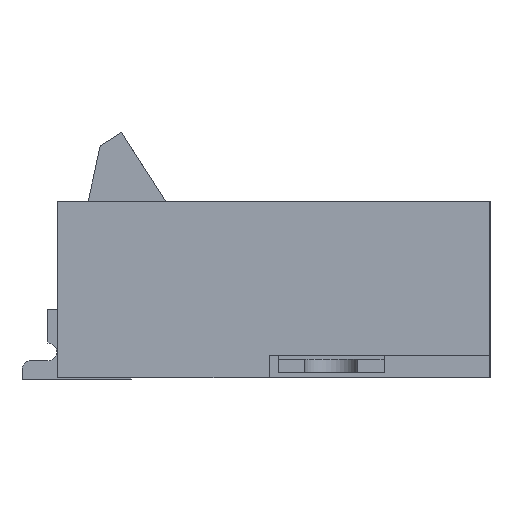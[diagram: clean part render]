
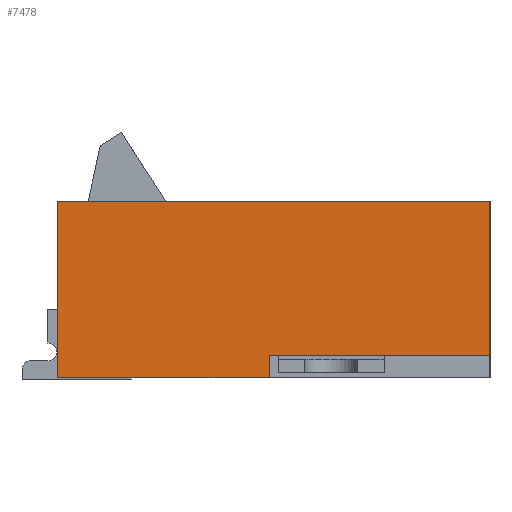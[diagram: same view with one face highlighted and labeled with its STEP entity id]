
A CAD part, left-side view. The second image highlights one B-rep face of the part: STEP entity #7478.
In plain terms, the highlighted planar face has unit normal (-1, 0, 0).
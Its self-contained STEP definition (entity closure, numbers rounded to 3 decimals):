
#1148 = VERTEX_POINT ( 'NONE', #8845 ) ;
#1267 = EDGE_LOOP ( 'NONE', ( #22018, #6461, #6787, #3069, #22098, #22736 ) ) ;
#2371 = CARTESIAN_POINT ( 'NONE',  ( -7.25, 1.375, 0. ) ) ;
#3069 = ORIENTED_EDGE ( 'NONE', *, *, #10627, .F. ) ;
#3865 = EDGE_CURVE ( 'NONE', #13608, #1148, #23184, .T. ) ;
#4281 = PLANE ( 'NONE',  #13490 ) ;
#4394 = DIRECTION ( 'NONE',  ( 0., 1., 0. ) ) ;
#4778 = DIRECTION ( 'NONE',  ( 0., 0., -1. ) ) ;
#4949 = VECTOR ( 'NONE', #4778, 1000. ) ;
#4955 = VECTOR ( 'NONE', #20979, 1000. ) ;
#5079 = DIRECTION ( 'NONE',  ( 0., -1., 0. ) ) ;
#5488 = VERTEX_POINT ( 'NONE', #8948 ) ;
#5800 = VERTEX_POINT ( 'NONE', #16272 ) ;
#6461 = ORIENTED_EDGE ( 'NONE', *, *, #3865, .F. ) ;
#6787 = ORIENTED_EDGE ( 'NONE', *, *, #8216, .F. ) ;
#7478 = ADVANCED_FACE ( 'NONE', ( #17288 ), #4281, .F. ) ;
#7953 = DIRECTION ( 'NONE',  ( 1., 0., 0. ) ) ;
#8216 = EDGE_CURVE ( 'NONE', #5800, #13608, #14358, .T. ) ;
#8845 = CARTESIAN_POINT ( 'NONE',  ( -7.25, -1.025, 0. ) ) ;
#8948 = CARTESIAN_POINT ( 'NONE',  ( -7.25, -3.525, 2. ) ) ;
#10159 = CARTESIAN_POINT ( 'NONE',  ( -7.25, 1.375, 2. ) ) ;
#10627 = EDGE_CURVE ( 'NONE', #5488, #5800, #10887, .T. ) ;
#10887 = LINE ( 'NONE', #23696, #4949 ) ;
#11408 = VECTOR ( 'NONE', #5079, 1000. ) ;
#13490 = AXIS2_PLACEMENT_3D ( 'NONE', #10159, #7953, #4394 ) ;
#13608 = VERTEX_POINT ( 'NONE', #17181 ) ;
#13718 = CARTESIAN_POINT ( 'NONE',  ( -7.25, 1.375, 2. ) ) ;
#14358 = LINE ( 'NONE', #23710, #17780 ) ;
#14394 = CARTESIAN_POINT ( 'NONE',  ( -7.25, 1.375, 2. ) ) ;
#14530 = DIRECTION ( 'NONE',  ( 0., -1., 0. ) ) ;
#14720 = CARTESIAN_POINT ( 'NONE',  ( -7.25, 1.375, 2. ) ) ;
#15147 = VECTOR ( 'NONE', #14530, 1000. ) ;
#15718 = EDGE_CURVE ( 'NONE', #17302, #1148, #23999, .T. ) ;
#16272 = CARTESIAN_POINT ( 'NONE',  ( -7.25, -3.525, 0.25 ) ) ;
#16594 = LINE ( 'NONE', #14394, #11408 ) ;
#17181 = CARTESIAN_POINT ( 'NONE',  ( -7.25, -1.025, 0.25 ) ) ;
#17288 = FACE_OUTER_BOUND ( 'NONE', #1267, .T. ) ;
#17292 = LINE ( 'NONE', #13718, #23018 ) ;
#17302 = VERTEX_POINT ( 'NONE', #2371 ) ;
#17780 = VECTOR ( 'NONE', #21892, 1000. ) ;
#18352 = CARTESIAN_POINT ( 'NONE',  ( -7.25, 1.375, 0. ) ) ;
#19233 = CARTESIAN_POINT ( 'NONE',  ( -7.25, -1.025, 0.25 ) ) ;
#19244 = DIRECTION ( 'NONE',  ( 0., 0., -1. ) ) ;
#20979 = DIRECTION ( 'NONE',  ( 0., 0., -1. ) ) ;
#21244 = EDGE_CURVE ( 'NONE', #21707, #5488, #16594, .T. ) ;
#21707 = VERTEX_POINT ( 'NONE', #14720 ) ;
#21892 = DIRECTION ( 'NONE',  ( 0., 1., 0. ) ) ;
#22018 = ORIENTED_EDGE ( 'NONE', *, *, #15718, .T. ) ;
#22098 = ORIENTED_EDGE ( 'NONE', *, *, #21244, .F. ) ;
#22631 = EDGE_CURVE ( 'NONE', #21707, #17302, #17292, .T. ) ;
#22736 = ORIENTED_EDGE ( 'NONE', *, *, #22631, .T. ) ;
#23018 = VECTOR ( 'NONE', #19244, 1000. ) ;
#23184 = LINE ( 'NONE', #19233, #4955 ) ;
#23696 = CARTESIAN_POINT ( 'NONE',  ( -7.25, -3.525, 2. ) ) ;
#23710 = CARTESIAN_POINT ( 'NONE',  ( -7.25, -3.525, 0.25 ) ) ;
#23999 = LINE ( 'NONE', #18352, #15147 ) ;
